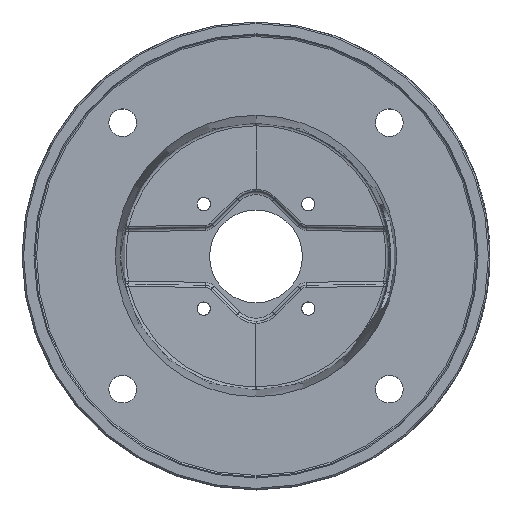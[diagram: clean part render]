
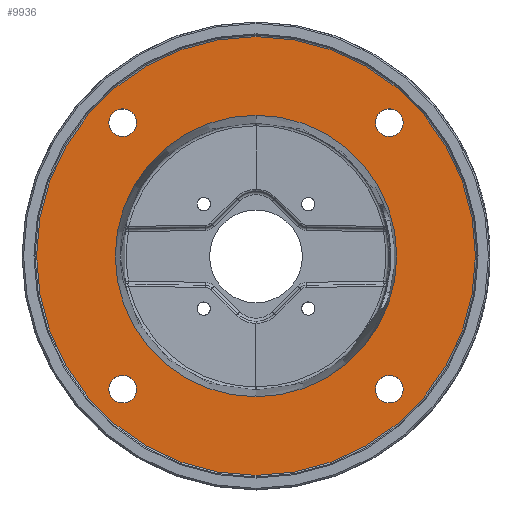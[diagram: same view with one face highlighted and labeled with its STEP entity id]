
A CAD part, top view. The second image highlights one B-rep face of the part: STEP entity #9936.
In plain terms, the highlighted planar face has unit normal (0, 0, 1).
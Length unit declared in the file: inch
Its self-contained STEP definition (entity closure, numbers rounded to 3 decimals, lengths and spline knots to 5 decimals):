
#427=CARTESIAN_POINT('',(0.,0.,-0.2075));
#428=DIRECTION('',(0.,0.,1.));
#429=DIRECTION('',(0.,1.,0.));
#430=AXIS2_PLACEMENT_3D('',#427,#428,#429);
#554=CARTESIAN_POINT('',(0.,0.,-0.2075));
#555=DIRECTION('',(0.,0.,-1.));
#556=DIRECTION('',(0.,1.,0.));
#557=AXIS2_PLACEMENT_3D('',#554,#555,#556);
#559=CARTESIAN_POINT('',(0.,0.,-0.2075));
#560=DIRECTION('',(0.,0.,1.));
#561=DIRECTION('',(0.,1.,0.));
#562=AXIS2_PLACEMENT_3D('',#559,#560,#561);
#694=CARTESIAN_POINT('',(0.,0.,-0.2075));
#695=DIRECTION('',(0.,0.,1.));
#696=DIRECTION('',(0.,-1.,0.));
#697=AXIS2_PLACEMENT_3D('',#694,#695,#696);
#2234=CARTESIAN_POINT('',(-2.56326,2.56326,-0.2075));
#2235=DIRECTION('',(0.,0.,-1.));
#2236=DIRECTION('',(-0.707,0.707,0.));
#2237=AXIS2_PLACEMENT_3D('',#2234,#2235,#2236);
#2244=CARTESIAN_POINT('',(-2.56326,2.56326,-0.2075));
#2245=DIRECTION('',(0.,0.,-1.));
#2246=DIRECTION('',(0.707,-0.707,0.));
#2247=AXIS2_PLACEMENT_3D('',#2244,#2245,#2246);
#2270=CARTESIAN_POINT('',(-2.56326,-2.56326,-0.2075));
#2271=DIRECTION('',(0.,0.,-1.));
#2272=DIRECTION('',(-0.707,-0.707,0.));
#2273=AXIS2_PLACEMENT_3D('',#2270,#2271,#2272);
#2280=CARTESIAN_POINT('',(-2.56326,-2.56326,-0.2075));
#2281=DIRECTION('',(0.,0.,-1.));
#2282=DIRECTION('',(0.707,0.707,0.));
#2283=AXIS2_PLACEMENT_3D('',#2280,#2281,#2282);
#2306=CARTESIAN_POINT('',(2.56326,-2.56326,-0.2075));
#2307=DIRECTION('',(0.,0.,-1.));
#2308=DIRECTION('',(0.707,-0.707,0.));
#2309=AXIS2_PLACEMENT_3D('',#2306,#2307,#2308);
#2316=CARTESIAN_POINT('',(2.56326,-2.56326,-0.2075));
#2317=DIRECTION('',(0.,0.,-1.));
#2318=DIRECTION('',(-0.707,0.707,0.));
#2319=AXIS2_PLACEMENT_3D('',#2316,#2317,#2318);
#2342=CARTESIAN_POINT('',(2.56326,2.56326,-0.2075));
#2343=DIRECTION('',(0.,0.,-1.));
#2344=DIRECTION('',(0.707,0.707,0.));
#2345=AXIS2_PLACEMENT_3D('',#2342,#2343,#2344);
#2352=CARTESIAN_POINT('',(2.56326,2.56326,-0.2075));
#2353=DIRECTION('',(0.,0.,-1.));
#2354=DIRECTION('',(-0.707,-0.707,0.));
#2355=AXIS2_PLACEMENT_3D('',#2352,#2353,#2354);
#8776=CARTESIAN_POINT('',(0.,4.22,-0.2075));
#8778=VERTEX_POINT('',#8776);
#8782=CARTESIAN_POINT('',(0.,-4.22,-0.2075));
#8784=VERTEX_POINT('',#8782);
#8788=CARTESIAN_POINT('',(0.,2.70736,-0.2075));
#8789=CARTESIAN_POINT('',(0.,-2.70736,-0.2075));
#8790=VERTEX_POINT('',#8788);
#8791=VERTEX_POINT('',#8789);
#8796=CARTESIAN_POINT('',(-2.75065,2.75065,-0.2075));
#8797=CARTESIAN_POINT('',(-2.37588,2.37588,-0.2075));
#8798=VERTEX_POINT('',#8796);
#8799=VERTEX_POINT('',#8797);
#8800=CARTESIAN_POINT('',(-2.75065,-2.75065,-0.2075));
#8801=CARTESIAN_POINT('',(-2.37588,-2.37588,-0.2075));
#8802=VERTEX_POINT('',#8800);
#8803=VERTEX_POINT('',#8801);
#8804=CARTESIAN_POINT('',(2.75065,-2.75065,-0.2075));
#8805=CARTESIAN_POINT('',(2.37588,-2.37588,-0.2075));
#8806=VERTEX_POINT('',#8804);
#8807=VERTEX_POINT('',#8805);
#8808=CARTESIAN_POINT('',(2.75065,2.75065,-0.2075));
#8809=CARTESIAN_POINT('',(2.37588,2.37588,-0.2075));
#8810=VERTEX_POINT('',#8808);
#8811=VERTEX_POINT('',#8809);
#9896=CARTESIAN_POINT('',(0.,0.,-0.2075));
#9897=DIRECTION('',(0.,0.,1.));
#9898=DIRECTION('',(0.,1.,0.));
#9899=AXIS2_PLACEMENT_3D('',#9896,#9897,#9898);
#9900=PLANE('',#9899);
#9902=ORIENTED_EDGE('',*,*,#9901,.T.);
#9904=ORIENTED_EDGE('',*,*,#9903,.F.);
#9905=EDGE_LOOP('',(#9902,#9904));
#9906=FACE_OUTER_BOUND('',#9905,.F.);
#9907=ORIENTED_EDGE('',*,*,#9650,.T.);
#9909=ORIENTED_EDGE('',*,*,#9908,.T.);
#9910=EDGE_LOOP('',(#9907,#9909));
#9911=FACE_BOUND('',#9910,.F.);
#9913=ORIENTED_EDGE('',*,*,#9912,.F.);
#9915=ORIENTED_EDGE('',*,*,#9914,.F.);
#9916=EDGE_LOOP('',(#9913,#9915));
#9917=FACE_BOUND('',#9916,.F.);
#9919=ORIENTED_EDGE('',*,*,#9918,.F.);
#9921=ORIENTED_EDGE('',*,*,#9920,.F.);
#9922=EDGE_LOOP('',(#9919,#9921));
#9923=FACE_BOUND('',#9922,.F.);
#9925=ORIENTED_EDGE('',*,*,#9924,.F.);
#9927=ORIENTED_EDGE('',*,*,#9926,.F.);
#9928=EDGE_LOOP('',(#9925,#9927));
#9929=FACE_BOUND('',#9928,.F.);
#9931=ORIENTED_EDGE('',*,*,#9930,.F.);
#9933=ORIENTED_EDGE('',*,*,#9932,.F.);
#9934=EDGE_LOOP('',(#9931,#9933));
#9935=FACE_BOUND('',#9934,.F.);
#9936=ADVANCED_FACE('',(#9906,#9911,#9917,#9923,#9929,#9935),#9900,.T.);
#431=CIRCLE('',#430,2.70736);
#558=CIRCLE('',#557,4.22);
#563=CIRCLE('',#562,4.22);
#698=CIRCLE('',#697,2.70736);
#2238=CIRCLE('',#2237,0.265);
#2248=CIRCLE('',#2247,0.265);
#2274=CIRCLE('',#2273,0.265);
#2284=CIRCLE('',#2283,0.265);
#2310=CIRCLE('',#2309,0.265);
#2320=CIRCLE('',#2319,0.265);
#2346=CIRCLE('',#2345,0.265);
#2356=CIRCLE('',#2355,0.265);
#9650=EDGE_CURVE('',#8790,#8791,#431,.T.);
#9901=EDGE_CURVE('',#8778,#8784,#558,.T.);
#9903=EDGE_CURVE('',#8778,#8784,#563,.T.);
#9908=EDGE_CURVE('',#8791,#8790,#698,.T.);
#9912=EDGE_CURVE('',#8798,#8799,#2238,.T.);
#9914=EDGE_CURVE('',#8799,#8798,#2248,.T.);
#9918=EDGE_CURVE('',#8802,#8803,#2274,.T.);
#9920=EDGE_CURVE('',#8803,#8802,#2284,.T.);
#9924=EDGE_CURVE('',#8806,#8807,#2310,.T.);
#9926=EDGE_CURVE('',#8807,#8806,#2320,.T.);
#9930=EDGE_CURVE('',#8810,#8811,#2346,.T.);
#9932=EDGE_CURVE('',#8811,#8810,#2356,.T.);
